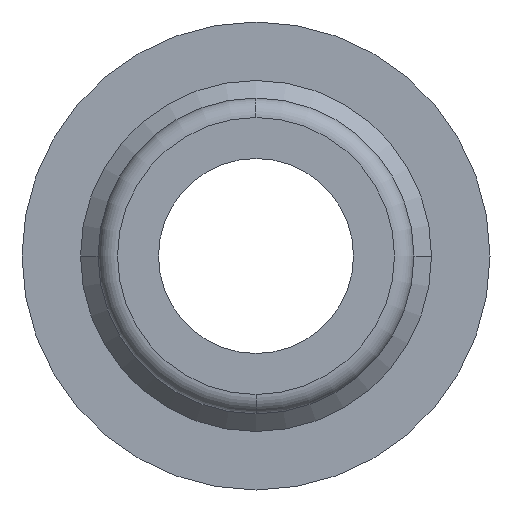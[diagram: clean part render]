
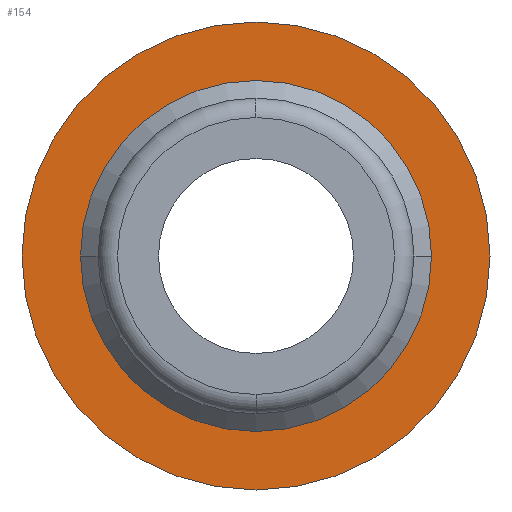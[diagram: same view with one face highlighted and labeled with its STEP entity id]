
A CAD part, front view. The second image highlights one B-rep face of the part: STEP entity #154.
In plain terms, the highlighted planar face has unit normal (0, -1, 0).
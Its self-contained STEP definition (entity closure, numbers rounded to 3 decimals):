
#154=ADVANCED_FACE('',(#309,#310),#311,.T.);
#309=FACE_OUTER_BOUND('',#456,.T.);
#310=FACE_BOUND('',#457,.T.);
#311=PLANE('',#458);
#456=EDGE_LOOP('',(#811,#812));
#457=EDGE_LOOP('',(#813,#814));
#458=AXIS2_PLACEMENT_3D('',#815,#816,#817);
#811=ORIENTED_EDGE('',*,*,#854,.F.);
#812=ORIENTED_EDGE('',*,*,#891,.F.);
#813=ORIENTED_EDGE('',*,*,#911,.F.);
#814=ORIENTED_EDGE('',*,*,#908,.F.);
#815=CARTESIAN_POINT('',(3.0,14.0,0.0));
#816=DIRECTION('',(-0.0,-1.0,-0.0));
#817=DIRECTION('',(-1.0,0.0,0.0));
#854=EDGE_CURVE('',#1012,#1015,#1016,.T.);
#891=EDGE_CURVE('',#1015,#1012,#1066,.T.);
#908=EDGE_CURVE('',#1086,#1088,#1089,.T.);
#911=EDGE_CURVE('',#1088,#1086,#1092,.T.);
#1012=VERTEX_POINT('',#1210);
#1015=VERTEX_POINT('',#1214);
#1016=CIRCLE('',#1215,6.0);
#1066=CIRCLE('',#1276,6.0);
#1086=VERTEX_POINT('',#1298);
#1088=VERTEX_POINT('',#1301);
#1089=CIRCLE('',#1302,4.5);
#1092=CIRCLE('',#1306,4.5);
#1210=CARTESIAN_POINT('',(6.0,14.0,0.0));
#1214=CARTESIAN_POINT('',(-6.0,14.0,0.));
#1215=AXIS2_PLACEMENT_3D('',#1433,#1434,#1435);
#1276=AXIS2_PLACEMENT_3D('',#1492,#1493,#1494);
#1298=CARTESIAN_POINT('',(4.5,14.0,0.));
#1301=CARTESIAN_POINT('',(-4.5,14.0,0.));
#1302=AXIS2_PLACEMENT_3D('',#1519,#1520,#1521);
#1306=AXIS2_PLACEMENT_3D('',#1523,#1524,#1525);
#1433=CARTESIAN_POINT('',(0.0,14.0,0.0));
#1434=DIRECTION('',(-0.0,1.0,0.0));
#1435=DIRECTION('',(1.0,0.0,0.0));
#1492=CARTESIAN_POINT('',(0.0,14.0,0.0));
#1493=DIRECTION('',(-0.0,1.0,0.0));
#1494=DIRECTION('',(1.0,0.0,0.0));
#1519=CARTESIAN_POINT('',(0.0,14.0,0.0));
#1520=DIRECTION('',(0.0,-1.0,0.0));
#1521=DIRECTION('',(1.0,0.0,0.0));
#1523=CARTESIAN_POINT('',(0.0,14.0,0.0));
#1524=DIRECTION('',(0.0,-1.0,0.0));
#1525=DIRECTION('',(1.0,0.0,0.0));
